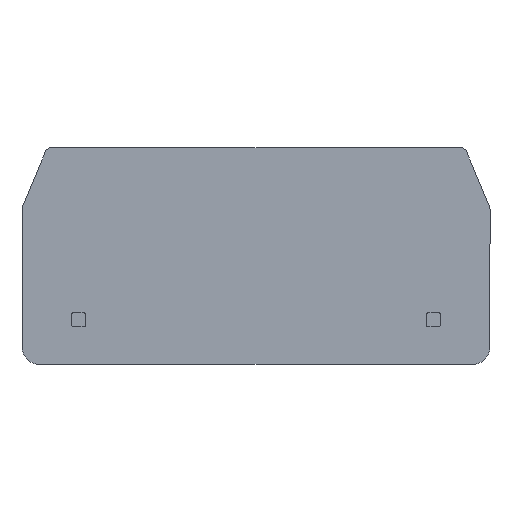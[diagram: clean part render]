
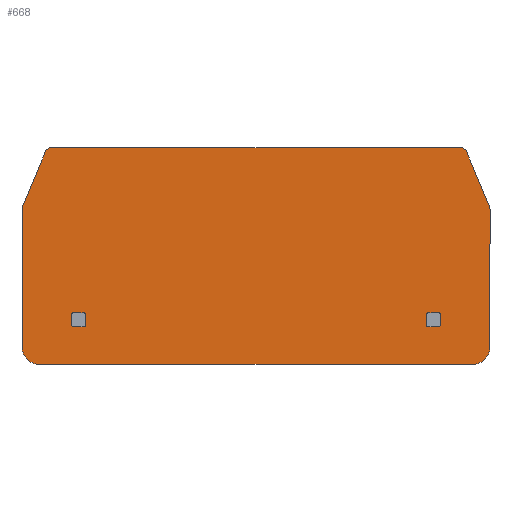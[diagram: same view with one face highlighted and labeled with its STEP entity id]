
A CAD part, left-side view. The second image highlights one B-rep face of the part: STEP entity #668.
In plain terms, the highlighted planar face has unit normal (-1, 0, 0).
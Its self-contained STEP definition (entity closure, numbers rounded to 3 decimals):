
#142=AXIS2_PLACEMENT_3D('Circle Axis2P3D',#140,#141,$) ;
#173=AXIS2_PLACEMENT_3D('Circle Axis2P3D',#171,#172,$) ;
#214=AXIS2_PLACEMENT_3D('Circle Axis2P3D',#212,#213,$) ;
#262=AXIS2_PLACEMENT_3D('Circle Axis2P3D',#260,#261,$) ;
#347=AXIS2_PLACEMENT_3D('Circle Axis2P3D',#345,#346,$) ;
#369=AXIS2_PLACEMENT_3D('Circle Axis2P3D',#367,#368,$) ;
#492=AXIS2_PLACEMENT_3D('Circle Axis2P3D',#490,#491,$) ;
#535=AXIS2_PLACEMENT_3D('Circle Axis2P3D',#533,#534,$) ;
#548=AXIS2_PLACEMENT_3D('Plane Axis2P3D',#545,#546,#547) ;
#561=AXIS2_PLACEMENT_3D('Circle Axis2P3D',#559,#560,$) ;
#575=AXIS2_PLACEMENT_3D('Circle Axis2P3D',#573,#574,$) ;
#589=AXIS2_PLACEMENT_3D('Circle Axis2P3D',#587,#588,$) ;
#603=AXIS2_PLACEMENT_3D('Circle Axis2P3D',#601,#602,$) ;
#617=AXIS2_PLACEMENT_3D('Circle Axis2P3D',#615,#616,$) ;
#631=AXIS2_PLACEMENT_3D('Circle Axis2P3D',#629,#630,$) ;
#41=CARTESIAN_POINT('Vertex',(2.05,58.775,5.32)) ;
#46=CARTESIAN_POINT('Line Origine',(2.05,58.,5.32)) ;
#50=CARTESIAN_POINT('Vertex',(2.05,57.225,5.32)) ;
#140=CARTESIAN_POINT('Axis2P3D Location',(2.05,57.225,5.52)) ;
#144=CARTESIAN_POINT('Vertex',(2.05,57.025,5.52)) ;
#168=CARTESIAN_POINT('Vertex',(2.05,58.975,5.52)) ;
#171=CARTESIAN_POINT('Axis2P3D Location',(2.05,58.775,5.52)) ;
#188=CARTESIAN_POINT('Line Origine',(2.05,57.025,6.301)) ;
#192=CARTESIAN_POINT('Vertex',(2.05,57.025,7.081)) ;
#212=CARTESIAN_POINT('Axis2P3D Location',(2.05,57.225,7.081)) ;
#216=CARTESIAN_POINT('Vertex',(2.05,57.225,7.281)) ;
#236=CARTESIAN_POINT('Line Origine',(2.05,58.,7.281)) ;
#240=CARTESIAN_POINT('Vertex',(2.05,58.775,7.281)) ;
#260=CARTESIAN_POINT('Axis2P3D Location',(2.05,58.775,7.081)) ;
#264=CARTESIAN_POINT('Vertex',(2.05,58.975,7.081)) ;
#284=CARTESIAN_POINT('Line Origine',(2.05,58.975,6.301)) ;
#300=CARTESIAN_POINT('Vertex',(2.05,7.225,7.281)) ;
#305=CARTESIAN_POINT('Line Origine',(2.05,8.,7.281)) ;
#309=CARTESIAN_POINT('Vertex',(2.05,8.775,7.281)) ;
#340=CARTESIAN_POINT('Vertex',(2.05,7.025,7.081)) ;
#345=CARTESIAN_POINT('Axis2P3D Location',(2.05,7.225,7.081)) ;
#367=CARTESIAN_POINT('Axis2P3D Location',(2.05,8.775,7.081)) ;
#371=CARTESIAN_POINT('Vertex',(2.05,8.975,7.081)) ;
#446=CARTESIAN_POINT('Vertex',(2.05,7.025,5.52)) ;
#449=CARTESIAN_POINT('Line Origine',(2.05,7.025,6.301)) ;
#466=CARTESIAN_POINT('Line Origine',(2.05,8.975,6.301)) ;
#470=CARTESIAN_POINT('Vertex',(2.05,8.975,5.52)) ;
#490=CARTESIAN_POINT('Axis2P3D Location',(2.05,8.775,5.52)) ;
#494=CARTESIAN_POINT('Vertex',(2.05,8.775,5.32)) ;
#509=CARTESIAN_POINT('Line Origine',(2.05,8.,5.32)) ;
#513=CARTESIAN_POINT('Vertex',(2.05,7.225,5.32)) ;
#533=CARTESIAN_POINT('Axis2P3D Location',(2.05,7.225,5.52)) ;
#545=CARTESIAN_POINT('Axis2P3D Location',(2.05,33.,0.)) ;
#550=CARTESIAN_POINT('Line Origine',(2.05,1.68,26.111)) ;
#554=CARTESIAN_POINT('Vertex',(2.05,3.283,29.983)) ;
#556=CARTESIAN_POINT('Vertex',(2.05,0.076,22.24)) ;
#559=CARTESIAN_POINT('Axis2P3D Location',(2.05,4.207,29.6)) ;
#563=CARTESIAN_POINT('Vertex',(2.05,4.207,30.6)) ;
#566=CARTESIAN_POINT('Line Origine',(2.05,33.,30.6)) ;
#570=CARTESIAN_POINT('Vertex',(2.05,61.793,30.6)) ;
#573=CARTESIAN_POINT('Axis2P3D Location',(2.05,61.793,29.6)) ;
#577=CARTESIAN_POINT('Vertex',(2.05,62.717,29.983)) ;
#580=CARTESIAN_POINT('Line Origine',(2.05,64.32,26.111)) ;
#584=CARTESIAN_POINT('Vertex',(2.05,65.924,22.24)) ;
#587=CARTESIAN_POINT('Axis2P3D Location',(2.05,65.,21.857)) ;
#591=CARTESIAN_POINT('Vertex',(2.05,66.,21.857)) ;
#594=CARTESIAN_POINT('Line Origine',(2.05,66.,12.179)) ;
#598=CARTESIAN_POINT('Vertex',(2.05,66.,2.5)) ;
#601=CARTESIAN_POINT('Axis2P3D Location',(2.05,63.5,2.5)) ;
#605=CARTESIAN_POINT('Vertex',(2.05,63.5,0.)) ;
#608=CARTESIAN_POINT('Line Origine',(2.05,33.,0.)) ;
#612=CARTESIAN_POINT('Vertex',(2.05,2.5,0.)) ;
#615=CARTESIAN_POINT('Axis2P3D Location',(2.05,2.5,2.5)) ;
#619=CARTESIAN_POINT('Vertex',(2.05,0.,2.5)) ;
#622=CARTESIAN_POINT('Line Origine',(2.05,0.,12.179)) ;
#626=CARTESIAN_POINT('Vertex',(2.05,0.,21.857)) ;
#629=CARTESIAN_POINT('Axis2P3D Location',(2.05,1.,21.857)) ;
#47=DIRECTION('Vector Direction',(0.,1.,0.)) ;
#141=DIRECTION('Axis2P3D Direction',(-1.,0.,0.)) ;
#172=DIRECTION('Axis2P3D Direction',(-1.,0.,0.)) ;
#189=DIRECTION('Vector Direction',(0.,0.,-1.)) ;
#213=DIRECTION('Axis2P3D Direction',(-1.,0.,0.)) ;
#237=DIRECTION('Vector Direction',(0.,-1.,0.)) ;
#261=DIRECTION('Axis2P3D Direction',(-1.,0.,0.)) ;
#285=DIRECTION('Vector Direction',(0.,0.,1.)) ;
#306=DIRECTION('Vector Direction',(0.,1.,0.)) ;
#346=DIRECTION('Axis2P3D Direction',(-1.,0.,0.)) ;
#368=DIRECTION('Axis2P3D Direction',(-1.,0.,0.)) ;
#450=DIRECTION('Vector Direction',(0.,0.,1.)) ;
#467=DIRECTION('Vector Direction',(0.,0.,-1.)) ;
#491=DIRECTION('Axis2P3D Direction',(-1.,0.,0.)) ;
#510=DIRECTION('Vector Direction',(0.,-1.,0.)) ;
#534=DIRECTION('Axis2P3D Direction',(-1.,0.,0.)) ;
#546=DIRECTION('Axis2P3D Direction',(1.,0.,0.)) ;
#547=DIRECTION('Axis2P3D XDirection',(0.,1.,0.)) ;
#551=DIRECTION('Vector Direction',(0.,-0.383,-0.924)) ;
#560=DIRECTION('Axis2P3D Direction',(1.,0.,0.)) ;
#567=DIRECTION('Vector Direction',(0.,1.,0.)) ;
#574=DIRECTION('Axis2P3D Direction',(1.,0.,0.)) ;
#581=DIRECTION('Vector Direction',(0.,0.383,-0.924)) ;
#588=DIRECTION('Axis2P3D Direction',(1.,0.,0.)) ;
#595=DIRECTION('Vector Direction',(0.,0.,-1.)) ;
#602=DIRECTION('Axis2P3D Direction',(1.,0.,0.)) ;
#609=DIRECTION('Vector Direction',(0.,1.,0.)) ;
#616=DIRECTION('Axis2P3D Direction',(1.,0.,0.)) ;
#623=DIRECTION('Vector Direction',(0.,0.,-1.)) ;
#630=DIRECTION('Axis2P3D Direction',(1.,0.,0.)) ;
#48=VECTOR('Line Direction',#47,1.) ;
#190=VECTOR('Line Direction',#189,1.) ;
#238=VECTOR('Line Direction',#237,1.) ;
#286=VECTOR('Line Direction',#285,1.) ;
#307=VECTOR('Line Direction',#306,1.) ;
#451=VECTOR('Line Direction',#450,1.) ;
#468=VECTOR('Line Direction',#467,1.) ;
#511=VECTOR('Line Direction',#510,1.) ;
#552=VECTOR('Line Direction',#551,1.) ;
#568=VECTOR('Line Direction',#567,1.) ;
#582=VECTOR('Line Direction',#581,1.) ;
#596=VECTOR('Line Direction',#595,1.) ;
#610=VECTOR('Line Direction',#609,1.) ;
#624=VECTOR('Line Direction',#623,1.) ;
#635=ORIENTED_EDGE('',*,*,#558,.F.) ;
#636=ORIENTED_EDGE('',*,*,#565,.F.) ;
#637=ORIENTED_EDGE('',*,*,#572,.F.) ;
#638=ORIENTED_EDGE('',*,*,#579,.F.) ;
#639=ORIENTED_EDGE('',*,*,#586,.F.) ;
#640=ORIENTED_EDGE('',*,*,#593,.F.) ;
#641=ORIENTED_EDGE('',*,*,#600,.F.) ;
#642=ORIENTED_EDGE('',*,*,#607,.F.) ;
#643=ORIENTED_EDGE('',*,*,#614,.F.) ;
#644=ORIENTED_EDGE('',*,*,#621,.F.) ;
#645=ORIENTED_EDGE('',*,*,#628,.F.) ;
#646=ORIENTED_EDGE('',*,*,#633,.F.) ;
#649=ORIENTED_EDGE('',*,*,#288,.F.) ;
#650=ORIENTED_EDGE('',*,*,#266,.F.) ;
#651=ORIENTED_EDGE('',*,*,#242,.F.) ;
#652=ORIENTED_EDGE('',*,*,#218,.F.) ;
#653=ORIENTED_EDGE('',*,*,#194,.F.) ;
#654=ORIENTED_EDGE('',*,*,#146,.F.) ;
#655=ORIENTED_EDGE('',*,*,#52,.F.) ;
#656=ORIENTED_EDGE('',*,*,#175,.F.) ;
#659=ORIENTED_EDGE('',*,*,#453,.F.) ;
#660=ORIENTED_EDGE('',*,*,#537,.F.) ;
#661=ORIENTED_EDGE('',*,*,#515,.F.) ;
#662=ORIENTED_EDGE('',*,*,#496,.F.) ;
#663=ORIENTED_EDGE('',*,*,#472,.F.) ;
#664=ORIENTED_EDGE('',*,*,#373,.F.) ;
#665=ORIENTED_EDGE('',*,*,#311,.F.) ;
#666=ORIENTED_EDGE('',*,*,#349,.F.) ;
#657=FACE_BOUND('',#648,.T.) ;
#667=FACE_BOUND('',#658,.T.) ;
#668=ADVANCED_FACE('Hauptk\X2\00F6\X0\rper',(#647,#657,#667),#549,.F.) ;
#143=CIRCLE('generated circle',#142,0.2) ;
#174=CIRCLE('generated circle',#173,0.2) ;
#215=CIRCLE('generated circle',#214,0.2) ;
#263=CIRCLE('generated circle',#262,0.2) ;
#348=CIRCLE('generated circle',#347,0.2) ;
#370=CIRCLE('generated circle',#369,0.2) ;
#493=CIRCLE('generated circle',#492,0.2) ;
#536=CIRCLE('generated circle',#535,0.2) ;
#562=CIRCLE('generated circle',#561,1.) ;
#576=CIRCLE('generated circle',#575,1.) ;
#590=CIRCLE('generated circle',#589,1.) ;
#604=CIRCLE('generated circle',#603,2.5) ;
#618=CIRCLE('generated circle',#617,2.5) ;
#632=CIRCLE('generated circle',#631,1.) ;
#52=EDGE_CURVE('',#42,#51,#49,.F.) ;
#146=EDGE_CURVE('',#51,#145,#143,.T.) ;
#175=EDGE_CURVE('',#169,#42,#174,.T.) ;
#194=EDGE_CURVE('',#145,#193,#191,.F.) ;
#218=EDGE_CURVE('',#193,#217,#215,.T.) ;
#242=EDGE_CURVE('',#217,#241,#239,.F.) ;
#266=EDGE_CURVE('',#241,#265,#263,.T.) ;
#288=EDGE_CURVE('',#265,#169,#287,.F.) ;
#311=EDGE_CURVE('',#301,#310,#308,.T.) ;
#349=EDGE_CURVE('',#341,#301,#348,.T.) ;
#373=EDGE_CURVE('',#310,#372,#370,.T.) ;
#453=EDGE_CURVE('',#447,#341,#452,.T.) ;
#472=EDGE_CURVE('',#372,#471,#469,.T.) ;
#496=EDGE_CURVE('',#471,#495,#493,.T.) ;
#515=EDGE_CURVE('',#495,#514,#512,.T.) ;
#537=EDGE_CURVE('',#514,#447,#536,.T.) ;
#558=EDGE_CURVE('',#555,#557,#553,.T.) ;
#565=EDGE_CURVE('',#564,#555,#562,.T.) ;
#572=EDGE_CURVE('',#571,#564,#569,.F.) ;
#579=EDGE_CURVE('',#578,#571,#576,.T.) ;
#586=EDGE_CURVE('',#585,#578,#583,.F.) ;
#593=EDGE_CURVE('',#592,#585,#590,.T.) ;
#600=EDGE_CURVE('',#599,#592,#597,.F.) ;
#607=EDGE_CURVE('',#606,#599,#604,.T.) ;
#614=EDGE_CURVE('',#613,#606,#611,.T.) ;
#621=EDGE_CURVE('',#620,#613,#618,.T.) ;
#628=EDGE_CURVE('',#627,#620,#625,.T.) ;
#633=EDGE_CURVE('',#557,#627,#632,.T.) ;
#634=EDGE_LOOP('',(#635,#636,#637,#638,#639,#640,#641,#642,#643,#644,#645,#646)) ;
#648=EDGE_LOOP('',(#649,#650,#651,#652,#653,#654,#655,#656)) ;
#658=EDGE_LOOP('',(#659,#660,#661,#662,#663,#664,#665,#666)) ;
#647=FACE_OUTER_BOUND('',#634,.T.) ;
#49=LINE('Line',#46,#48) ;
#191=LINE('Line',#188,#190) ;
#239=LINE('Line',#236,#238) ;
#287=LINE('Line',#284,#286) ;
#308=LINE('Line',#305,#307) ;
#452=LINE('Line',#449,#451) ;
#469=LINE('Line',#466,#468) ;
#512=LINE('Line',#509,#511) ;
#553=LINE('Line',#550,#552) ;
#569=LINE('Line',#566,#568) ;
#583=LINE('Line',#580,#582) ;
#597=LINE('Line',#594,#596) ;
#611=LINE('Line',#608,#610) ;
#625=LINE('Line',#622,#624) ;
#549=PLANE('',#548) ;
#42=VERTEX_POINT('',#41) ;
#51=VERTEX_POINT('',#50) ;
#145=VERTEX_POINT('',#144) ;
#169=VERTEX_POINT('',#168) ;
#193=VERTEX_POINT('',#192) ;
#217=VERTEX_POINT('',#216) ;
#241=VERTEX_POINT('',#240) ;
#265=VERTEX_POINT('',#264) ;
#301=VERTEX_POINT('',#300) ;
#310=VERTEX_POINT('',#309) ;
#341=VERTEX_POINT('',#340) ;
#372=VERTEX_POINT('',#371) ;
#447=VERTEX_POINT('',#446) ;
#471=VERTEX_POINT('',#470) ;
#495=VERTEX_POINT('',#494) ;
#514=VERTEX_POINT('',#513) ;
#555=VERTEX_POINT('',#554) ;
#557=VERTEX_POINT('',#556) ;
#564=VERTEX_POINT('',#563) ;
#571=VERTEX_POINT('',#570) ;
#578=VERTEX_POINT('',#577) ;
#585=VERTEX_POINT('',#584) ;
#592=VERTEX_POINT('',#591) ;
#599=VERTEX_POINT('',#598) ;
#606=VERTEX_POINT('',#605) ;
#613=VERTEX_POINT('',#612) ;
#620=VERTEX_POINT('',#619) ;
#627=VERTEX_POINT('',#626) ;
